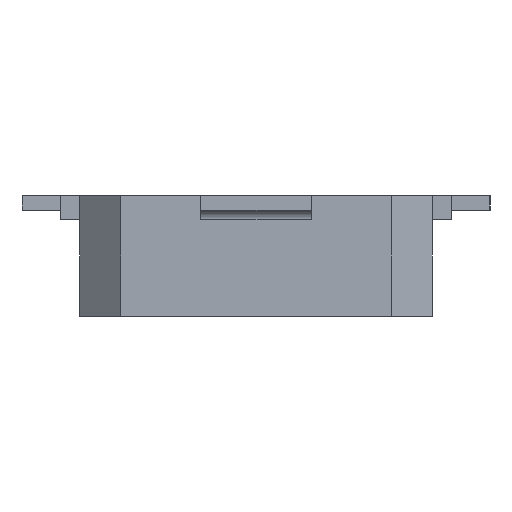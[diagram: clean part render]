
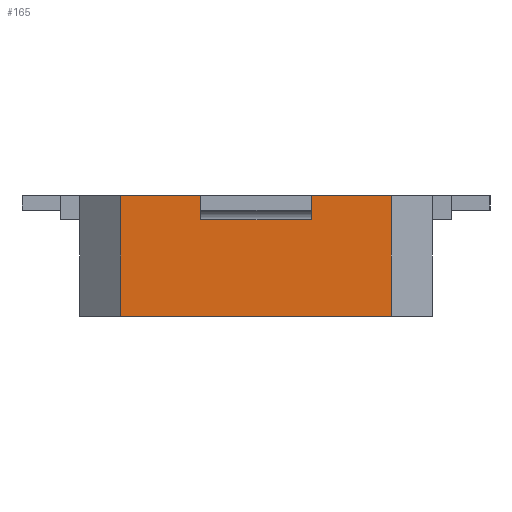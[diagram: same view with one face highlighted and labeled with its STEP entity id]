
A CAD part, left-side view. The second image highlights one B-rep face of the part: STEP entity #165.
In plain terms, the highlighted planar face has unit normal (-1, 0, 0).
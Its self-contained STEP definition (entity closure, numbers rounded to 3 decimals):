
#165=ADVANCED_FACE('',(#166,#200),#234,.F.);
#166=FACE_BOUND('',#167,.T.);
#167=EDGE_LOOP('',(#168,#178,#186,#194));
#168=ORIENTED_EDGE('',*,*,#169,.T.);
#169=EDGE_CURVE('',#170,#172,#174,.F.);
#170=VERTEX_POINT('',#171);
#171=CARTESIAN_POINT('',(-2.453,-0.23,0.582));
#172=VERTEX_POINT('',#173);
#173=CARTESIAN_POINT('',(-2.453,-0.23,0.49));
#174=LINE('',#175,#176);
#175=CARTESIAN_POINT('',(-2.453,-0.23,0.0));
#176=VECTOR('',#177,1.0);
#177=DIRECTION('',(0.0,0.0,1.0));
#178=ORIENTED_EDGE('',*,*,#179,.T.);
#179=EDGE_CURVE('',#172,#180,#182,.T.);
#180=VERTEX_POINT('',#181);
#181=CARTESIAN_POINT('',(-2.453,0.23,0.49));
#182=LINE('',#183,#184);
#183=CARTESIAN_POINT('',(-2.453,-0.23,0.49));
#184=VECTOR('',#185,1.0);
#185=DIRECTION('',(0.0,1.0,0.0));
#186=ORIENTED_EDGE('',*,*,#187,.T.);
#187=EDGE_CURVE('',#180,#188,#190,.T.);
#188=VERTEX_POINT('',#189);
#189=CARTESIAN_POINT('',(-2.453,0.23,0.582));
#190=LINE('',#191,#192);
#191=CARTESIAN_POINT('',(-2.453,0.23,0.0));
#192=VECTOR('',#193,1.0);
#193=DIRECTION('',(0.0,0.0,1.0));
#194=ORIENTED_EDGE('',*,*,#195,.T.);
#195=EDGE_CURVE('',#188,#170,#196,.F.);
#196=LINE('',#197,#198);
#197=CARTESIAN_POINT('',(-2.453,-0.23,0.582));
#198=VECTOR('',#199,1.0);
#199=DIRECTION('',(0.0,1.0,0.0));
#200=FACE_BOUND('',#201,.T.);
#201=EDGE_LOOP('',(#202,#212,#220,#228));
#202=ORIENTED_EDGE('',*,*,#203,.T.);
#203=EDGE_CURVE('',#204,#206,#208,.F.);
#204=VERTEX_POINT('',#205);
#205=CARTESIAN_POINT('',(-2.453,-0.56,0.59));
#206=VERTEX_POINT('',#207);
#207=CARTESIAN_POINT('',(-2.453,0.56,0.59));
#208=LINE('',#209,#210);
#209=CARTESIAN_POINT('',(-2.453,0.73,0.59));
#210=VECTOR('',#211,1.0);
#211=DIRECTION('',(0.0,-1.0,0.0));
#212=ORIENTED_EDGE('',*,*,#213,.T.);
#213=EDGE_CURVE('',#206,#214,#216,.T.);
#214=VERTEX_POINT('',#215);
#215=CARTESIAN_POINT('',(-2.453,0.56,0.09));
#216=LINE('',#217,#218);
#217=CARTESIAN_POINT('',(-2.453,0.56,5.04));
#218=VECTOR('',#219,1.0);
#219=DIRECTION('',(0.0,0.0,-1.0));
#220=ORIENTED_EDGE('',*,*,#221,.T.);
#221=EDGE_CURVE('',#214,#222,#224,.F.);
#222=VERTEX_POINT('',#223);
#223=CARTESIAN_POINT('',(-2.453,-0.56,0.09));
#224=LINE('',#225,#226);
#225=CARTESIAN_POINT('',(-2.453,-0.73,0.09));
#226=VECTOR('',#227,1.0);
#227=DIRECTION('',(0.0,1.0,0.0));
#228=ORIENTED_EDGE('',*,*,#229,.T.);
#229=EDGE_CURVE('',#222,#204,#230,.F.);
#230=LINE('',#231,#232);
#231=CARTESIAN_POINT('',(-2.453,-0.56,5.04));
#232=VECTOR('',#233,1.0);
#233=DIRECTION('',(0.0,0.0,-1.0));
#234=PLANE('',#235);
#235=AXIS2_PLACEMENT_3D('',#236,#237,#238);
#236=CARTESIAN_POINT('',(-2.453,0.0,0.0));
#237=DIRECTION('',(1.0,0.0,0.0));
#238=DIRECTION('',(0.0,0.0,-1.0));
